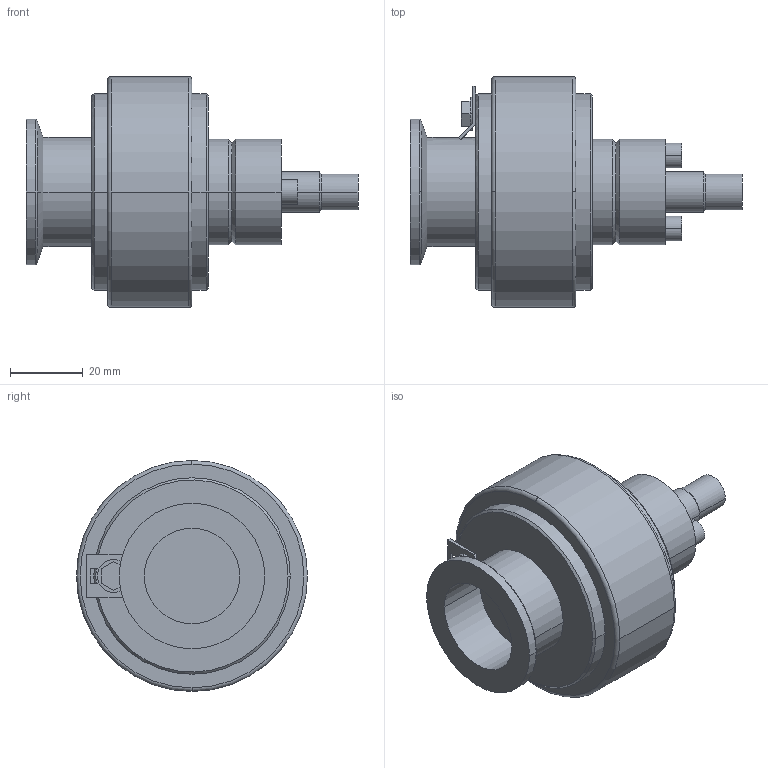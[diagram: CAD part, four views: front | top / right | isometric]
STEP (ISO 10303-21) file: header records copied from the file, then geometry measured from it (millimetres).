
FILE_DESCRIPTION((''),'2;1');
FILE_NAME('PTR18500.stp','2004-07-30T10:54:56',('GELH'),(''),'Autodesk Inventor (R) 6.0','Autodesk Inventor (R) 6.0','');
FILE_SCHEMA(('AUTOMOTIVE_DESIGN { 1 0 10303 214 1 1 1 1 }'));
Length unit declared in the file: millimetre
Products named in the file (1): PTR18500
Bounding box: 91.25 x 63.5 x 63.5 mm (x, y, z)
Volume: 116246.7 mm3; surface area: 19184.9 mm2
Topology: 1 solids, 1 shells, 87 faces, 220 edges, 138 vertices
Faces by surface type: plane 41, cylinder 28, cone 12, torus 6
Entity records: 2665 total; most frequent: DIRECTION 496, CARTESIAN_POINT 446, ORIENTED_EDGE 440, EDGE_CURVE 220, AXIS2_PLACEMENT_3D 188, VERTEX_POINT 138, VECTOR 120, LINE 120
